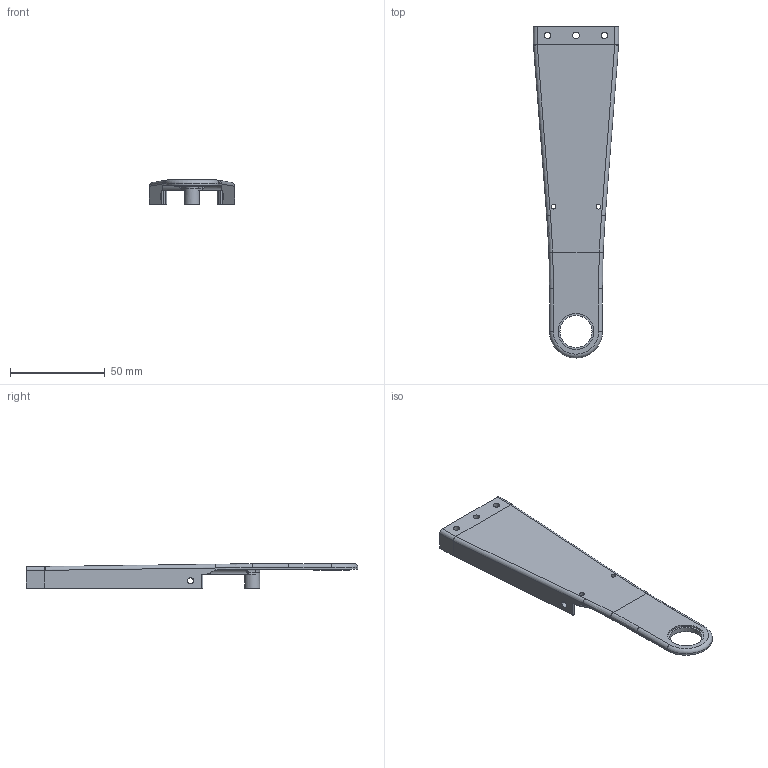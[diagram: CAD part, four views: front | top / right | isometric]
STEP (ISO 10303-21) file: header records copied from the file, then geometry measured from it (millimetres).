
FILE_DESCRIPTION(/* description */ (''),/* implementation_level */ '2;1');
FILE_NAME(/* name */ 'Component115.step',/* time_stamp */ '2020-01-25T20:39:53+01:00',/* author */ (''),/* organization */ (''),/* preprocessor_version */ 'ST-DEVELOPER v18',/* originating_system */ 'Autodesk Translation Framework v8.12.0.6',/* authorisation */ '');
FILE_SCHEMA (('AUTOMOTIVE_DESIGN { 1 0 10303 214 3 1 1 }'));
Length unit declared in the file: metre
Products named in the file (1): FusionComponent
Bounding box: 45 x 175.5 x 13 mm (x, y, z)
Surface area: 17171.3 mm2 (no closed solid volume)
Topology: 0 solids, 1 shells, 161 faces, 415 edges, 261 vertices
Faces by surface type: cylinder 79, plane 43, bspline 21, sphere 10, torus 5, cone 3
Full cylindrical faces by diameter (mm): 2 x3, 2.5 x5, 3.4 x3, 4.5 x3, 8 x1, 17 x1, 19 x2
Entity records: 8680 total; most frequent: CARTESIAN_POINT 4568, DIRECTION 830, ORIENTED_EDGE 824, EDGE_CURVE 413, AXIS2_PLACEMENT_3D 333, VERTEX_POINT 261, EDGE_LOOP 185, CIRCLE 171
